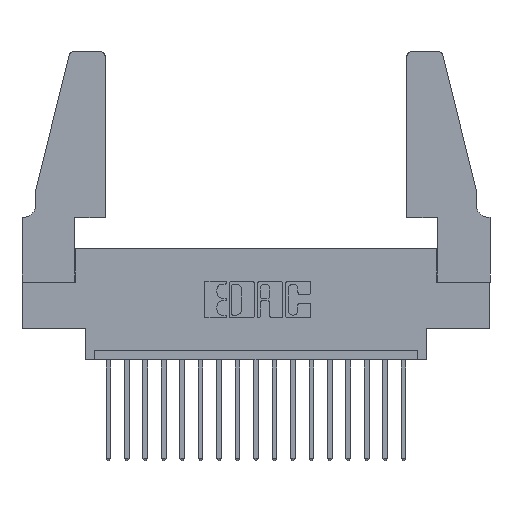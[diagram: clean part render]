
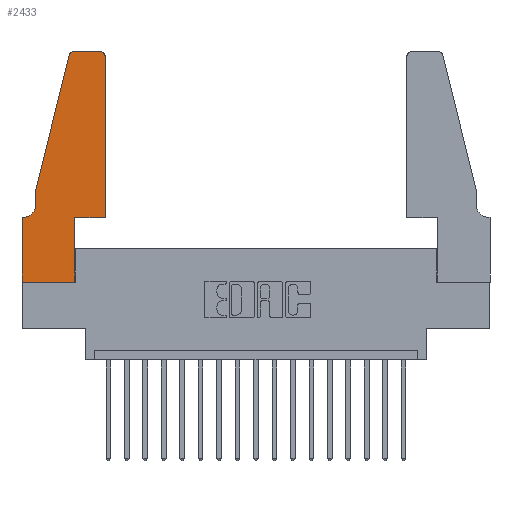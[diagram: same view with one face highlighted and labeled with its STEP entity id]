
A CAD part, top view. The second image highlights one B-rep face of the part: STEP entity #2433.
In plain terms, the highlighted planar face has unit normal (0, 0, 1).
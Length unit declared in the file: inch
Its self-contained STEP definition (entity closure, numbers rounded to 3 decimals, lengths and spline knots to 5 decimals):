
#95 = VERTEX_POINT ( 'NONE', #15928 ) ;
#135 = LINE ( 'NONE', #11337, #17310 ) ;
#143 = CARTESIAN_POINT ( 'NONE',  ( 0.0055, 0.35, 0.37 ) ) ;
#169 = CARTESIAN_POINT ( 'NONE',  ( 0., 0., 0.37 ) ) ;
#258 = VERTEX_POINT ( 'NONE', #143 ) ;
#273 = EDGE_CURVE ( 'NONE', #258, #3418, #135, .T. ) ;
#354 = DIRECTION ( 'NONE',  ( 1., 0., 0. ) ) ;
#383 = VECTOR ( 'NONE', #18108, 39.37008 ) ;
#425 = CARTESIAN_POINT ( 'NONE',  ( 0.284, 1.22, 0.37 ) ) ;
#494 = DIRECTION ( 'NONE',  ( 0., 0., 1. ) ) ;
#528 = FACE_OUTER_BOUND ( 'NONE', #16747, .T. ) ;
#564 = AXIS2_PLACEMENT_3D ( 'NONE', #2145, #494, #9155 ) ;
#694 = EDGE_CURVE ( 'NONE', #10347, #258, #7067, .T. ) ;
#945 = CARTESIAN_POINT ( 'NONE',  ( 0.0755, 0.42, 0.37 ) ) ;
#1234 = ORIENTED_EDGE ( 'NONE', *, *, #273, .T. ) ;
#1351 = DIRECTION ( 'NONE',  ( 0., 0., 1. ) ) ;
#1363 = EDGE_CURVE ( 'NONE', #95, #1397, #9053, .T. ) ;
#1397 = VERTEX_POINT ( 'NONE', #6337 ) ;
#1476 = LINE ( 'NONE', #15511, #3024 ) ;
#1537 = AXIS2_PLACEMENT_3D ( 'NONE', #425, #8852, #354 ) ;
#2145 = CARTESIAN_POINT ( 'NONE',  ( 0.4205, 1.22, 0.37 ) ) ;
#2378 = ORIENTED_EDGE ( 'NONE', *, *, #6429, .T. ) ;
#2433 = ADVANCED_FACE ( 'NONE', ( #528 ), #11392, .T. ) ;
#2594 = DIRECTION ( 'NONE',  ( 0., -1., 0. ) ) ;
#3024 = VECTOR ( 'NONE', #2594, 39.37008 ) ;
#3386 = VERTEX_POINT ( 'NONE', #4217 ) ;
#3418 = VERTEX_POINT ( 'NONE', #11238 ) ;
#3599 = EDGE_CURVE ( 'NONE', #10534, #10739, #11255, .T. ) ;
#4126 = CARTESIAN_POINT ( 'NONE',  ( 0.0755, 0.5, 0.37 ) ) ;
#4217 = CARTESIAN_POINT ( 'NONE',  ( 0.4505, 0.35, 0.37 ) ) ;
#4618 = CIRCLE ( 'NONE', #564, 0.03 ) ;
#4742 = LINE ( 'NONE', #18292, #12519 ) ;
#4825 = VECTOR ( 'NONE', #14038, 39.37008 ) ;
#5297 = VERTEX_POINT ( 'NONE', #17165 ) ;
#5499 = DIRECTION ( 'NONE',  ( 0., 0., -1. ) ) ;
#5751 = DIRECTION ( 'NONE',  ( -1., 0., 0. ) ) ;
#6142 = VECTOR ( 'NONE', #10955, 39.37008 ) ;
#6151 = CARTESIAN_POINT ( 'NONE',  ( 0.284, 1.25, 0.37 ) ) ;
#6337 = CARTESIAN_POINT ( 'NONE',  ( 0.2865, 0.35, 0.37 ) ) ;
#6429 = EDGE_CURVE ( 'NONE', #10739, #10347, #17803, .T. ) ;
#6456 = ORIENTED_EDGE ( 'NONE', *, *, #7033, .T. ) ;
#6464 = VECTOR ( 'NONE', #9214, 39.37008 ) ;
#6830 = CARTESIAN_POINT ( 'NONE',  ( 0.4505, 0.35, 0.37 ) ) ;
#7033 = EDGE_CURVE ( 'NONE', #3386, #5297, #14876, .T. ) ;
#7067 = CIRCLE ( 'NONE', #12838, 0.07 ) ;
#7584 = CARTESIAN_POINT ( 'NONE',  ( 0.25487, 1.22718, 0.37 ) ) ;
#7634 = ORIENTED_EDGE ( 'NONE', *, *, #17807, .T. ) ;
#7794 = EDGE_CURVE ( 'NONE', #1397, #3386, #8631, .T. ) ;
#8228 = ORIENTED_EDGE ( 'NONE', *, *, #1363, .T. ) ;
#8631 = LINE ( 'NONE', #6830, #18193 ) ;
#8852 = DIRECTION ( 'NONE',  ( 0., 0., 1. ) ) ;
#9037 = VERTEX_POINT ( 'NONE', #169 ) ;
#9053 = LINE ( 'NONE', #17017, #4825 ) ;
#9155 = DIRECTION ( 'NONE',  ( 1., 0., 0. ) ) ;
#9214 = DIRECTION ( 'NONE',  ( 0., -1., 0. ) ) ;
#9599 = CARTESIAN_POINT ( 'NONE',  ( 0.2605, 1.25, 0.37 ) ) ;
#9664 = EDGE_CURVE ( 'NONE', #16220, #10534, #18419, .T. ) ;
#9713 = CARTESIAN_POINT ( 'NONE',  ( 0.0055, 0.42, 0.37 ) ) ;
#9714 = EDGE_CURVE ( 'NONE', #5297, #16763, #4618, .T. ) ;
#9918 = CARTESIAN_POINT ( 'NONE',  ( 0.0755, 0.5, 0.37 ) ) ;
#10232 = ORIENTED_EDGE ( 'NONE', *, *, #7794, .T. ) ;
#10347 = VERTEX_POINT ( 'NONE', #945 ) ;
#10461 = ORIENTED_EDGE ( 'NONE', *, *, #3599, .T. ) ;
#10534 = VERTEX_POINT ( 'NONE', #7584 ) ;
#10739 = VERTEX_POINT ( 'NONE', #9918 ) ;
#10955 = DIRECTION ( 'NONE',  ( -1., 0., 0. ) ) ;
#10992 = EDGE_CURVE ( 'NONE', #16763, #16220, #13652, .T. ) ;
#11238 = CARTESIAN_POINT ( 'NONE',  ( 0., 0.35, 0.37 ) ) ;
#11255 = LINE ( 'NONE', #4126, #13453 ) ;
#11337 = CARTESIAN_POINT ( 'NONE',  ( 0.0755, 0.35, 0.37 ) ) ;
#11392 = PLANE ( 'NONE',  #16905 ) ;
#12058 = DIRECTION ( 'NONE',  ( -0.239, -0.971, 0. ) ) ;
#12129 = CARTESIAN_POINT ( 'NONE',  ( 0.0755, 0.5, 0.37 ) ) ;
#12519 = VECTOR ( 'NONE', #15478, 39.37008 ) ;
#12720 = DIRECTION ( 'NONE',  ( 1., 0., 0. ) ) ;
#12838 = AXIS2_PLACEMENT_3D ( 'NONE', #9713, #5499, #15906 ) ;
#13453 = VECTOR ( 'NONE', #12058, 39.37008 ) ;
#13652 = LINE ( 'NONE', #9599, #6142 ) ;
#14038 = DIRECTION ( 'NONE',  ( 0., 1., 0. ) ) ;
#14150 = ORIENTED_EDGE ( 'NONE', *, *, #9664, .T. ) ;
#14292 = CARTESIAN_POINT ( 'NONE',  ( 0., 0.35, 0.37 ) ) ;
#14490 = ORIENTED_EDGE ( 'NONE', *, *, #15971, .T. ) ;
#14574 = DIRECTION ( 'NONE',  ( 1., 0., 0. ) ) ;
#14726 = CARTESIAN_POINT ( 'NONE',  ( 0.4205, 1.25, 0.37 ) ) ;
#14876 = LINE ( 'NONE', #17561, #383 ) ;
#15246 = ORIENTED_EDGE ( 'NONE', *, *, #9714, .T. ) ;
#15478 = DIRECTION ( 'NONE',  ( 1., 0., 0. ) ) ;
#15511 = CARTESIAN_POINT ( 'NONE',  ( 0., 0., 0.37 ) ) ;
#15819 = ORIENTED_EDGE ( 'NONE', *, *, #694, .T. ) ;
#15906 = DIRECTION ( 'NONE',  ( -1., 0., 0. ) ) ;
#15928 = CARTESIAN_POINT ( 'NONE',  ( 0.2865, 0., 0.37 ) ) ;
#15971 = EDGE_CURVE ( 'NONE', #3418, #9037, #1476, .T. ) ;
#16220 = VERTEX_POINT ( 'NONE', #6151 ) ;
#16747 = EDGE_LOOP ( 'NONE', ( #17875, #14150, #10461, #2378, #15819, #1234, #14490, #7634, #8228, #10232, #6456, #15246 ) ) ;
#16763 = VERTEX_POINT ( 'NONE', #14726 ) ;
#16905 = AXIS2_PLACEMENT_3D ( 'NONE', #14292, #1351, #12720 ) ;
#17017 = CARTESIAN_POINT ( 'NONE',  ( 0.2865, 0.35, 0.37 ) ) ;
#17165 = CARTESIAN_POINT ( 'NONE',  ( 0.4505, 1.22, 0.37 ) ) ;
#17310 = VECTOR ( 'NONE', #5751, 39.37008 ) ;
#17561 = CARTESIAN_POINT ( 'NONE',  ( 0.4505, 0.35, 0.37 ) ) ;
#17803 = LINE ( 'NONE', #12129, #6464 ) ;
#17807 = EDGE_CURVE ( 'NONE', #9037, #95, #4742, .T. ) ;
#17875 = ORIENTED_EDGE ( 'NONE', *, *, #10992, .T. ) ;
#18108 = DIRECTION ( 'NONE',  ( 0., 1., 0. ) ) ;
#18193 = VECTOR ( 'NONE', #14574, 39.37008 ) ;
#18292 = CARTESIAN_POINT ( 'NONE',  ( 0., 0., 0.37 ) ) ;
#18419 = CIRCLE ( 'NONE', #1537, 0.03 ) ;
